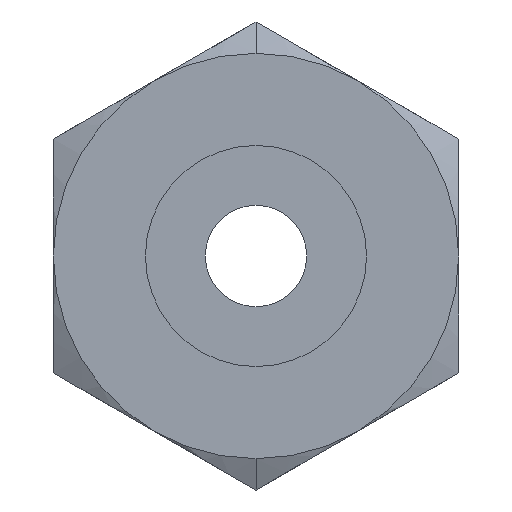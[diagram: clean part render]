
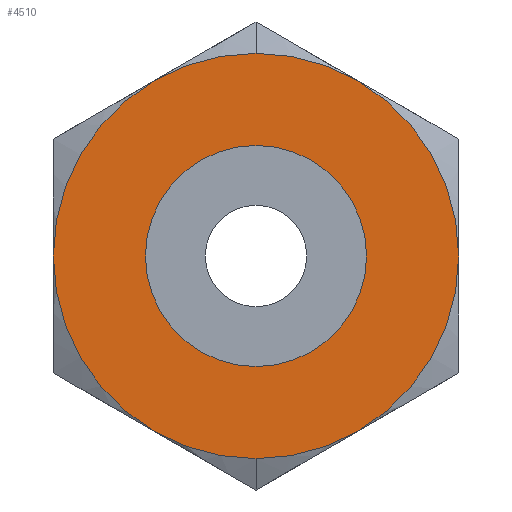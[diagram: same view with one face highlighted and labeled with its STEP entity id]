
A CAD part, left-side view. The second image highlights one B-rep face of the part: STEP entity #4510.
In plain terms, the highlighted planar face has unit normal (-1, 0, 0).
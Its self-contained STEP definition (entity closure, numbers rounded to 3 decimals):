
#35 = CARTESIAN_POINT ( 'NONE',  ( 0., 0., 11. ) ) ;
#70 = CARTESIAN_POINT ( 'NONE',  ( 0., 0., 0. ) ) ;
#238 = EDGE_LOOP ( 'NONE', ( #4836, #6219 ) ) ;
#368 = CIRCLE ( 'NONE', #2479, 11. ) ;
#545 = CARTESIAN_POINT ( 'NONE',  ( 0., 0., 0. ) ) ;
#596 = EDGE_CURVE ( 'NONE', #3998, #3602, #600, .T. ) ;
#600 = CIRCLE ( 'NONE', #3481, 6. ) ;
#1014 = DIRECTION ( 'NONE',  ( 0., 0., 1. ) ) ;
#1187 = DIRECTION ( 'NONE',  ( 0., 0., 1. ) ) ;
#1455 = CIRCLE ( 'NONE', #3592, 11. ) ;
#1901 = PLANE ( 'NONE',  #6942 ) ;
#2365 = VERTEX_POINT ( 'NONE', #35 ) ;
#2479 = AXIS2_PLACEMENT_3D ( 'NONE', #70, #8639, #8820 ) ;
#2769 = DIRECTION ( 'NONE',  ( 1., 0., 0. ) ) ;
#3056 = DIRECTION ( 'NONE',  ( 1., 0., 0. ) ) ;
#3481 = AXIS2_PLACEMENT_3D ( 'NONE', #4586, #3056, #1014 ) ;
#3536 = ORIENTED_EDGE ( 'NONE', *, *, #596, .T. ) ;
#3592 = AXIS2_PLACEMENT_3D ( 'NONE', #545, #2769, #4927 ) ;
#3602 = VERTEX_POINT ( 'NONE', #8607 ) ;
#3998 = VERTEX_POINT ( 'NONE', #7931 ) ;
#4318 = EDGE_CURVE ( 'NONE', #2365, #5104, #1455, .T. ) ;
#4510 = ADVANCED_FACE ( 'NONE', ( #8999, #6247 ), #1901, .T. ) ;
#4586 = CARTESIAN_POINT ( 'NONE',  ( 0., 0., 0. ) ) ;
#4836 = ORIENTED_EDGE ( 'NONE', *, *, #4318, .F. ) ;
#4927 = DIRECTION ( 'NONE',  ( 0., 0., 1. ) ) ;
#5001 = DIRECTION ( 'NONE',  ( 0., 0., -1. ) ) ;
#5014 = CARTESIAN_POINT ( 'NONE',  ( 0., 0., -11. ) ) ;
#5104 = VERTEX_POINT ( 'NONE', #5014 ) ;
#5376 = EDGE_CURVE ( 'NONE', #3602, #3998, #8409, .T. ) ;
#5392 = DIRECTION ( 'NONE',  ( -1., 0., 0. ) ) ;
#5630 = CARTESIAN_POINT ( 'NONE',  ( 0., 0., 0. ) ) ;
#6219 = ORIENTED_EDGE ( 'NONE', *, *, #7160, .F. ) ;
#6247 = FACE_OUTER_BOUND ( 'NONE', #238, .T. ) ;
#6359 = ORIENTED_EDGE ( 'NONE', *, *, #5376, .T. ) ;
#6942 = AXIS2_PLACEMENT_3D ( 'NONE', #7717, #5392, #1187 ) ;
#7051 = AXIS2_PLACEMENT_3D ( 'NONE', #5630, #7815, #5001 ) ;
#7160 = EDGE_CURVE ( 'NONE', #5104, #2365, #368, .T. ) ;
#7717 = CARTESIAN_POINT ( 'NONE',  ( 0., 0., 5.5 ) ) ;
#7815 = DIRECTION ( 'NONE',  ( 1., 0., 0. ) ) ;
#7931 = CARTESIAN_POINT ( 'NONE',  ( 0., 0., 6. ) ) ;
#8409 = CIRCLE ( 'NONE', #7051, 6. ) ;
#8489 = EDGE_LOOP ( 'NONE', ( #6359, #3536 ) ) ;
#8607 = CARTESIAN_POINT ( 'NONE',  ( 0., 0., -6. ) ) ;
#8639 = DIRECTION ( 'NONE',  ( 1., 0., 0. ) ) ;
#8820 = DIRECTION ( 'NONE',  ( 0., 0., -1. ) ) ;
#8999 = FACE_BOUND ( 'NONE', #8489, .T. ) ;
